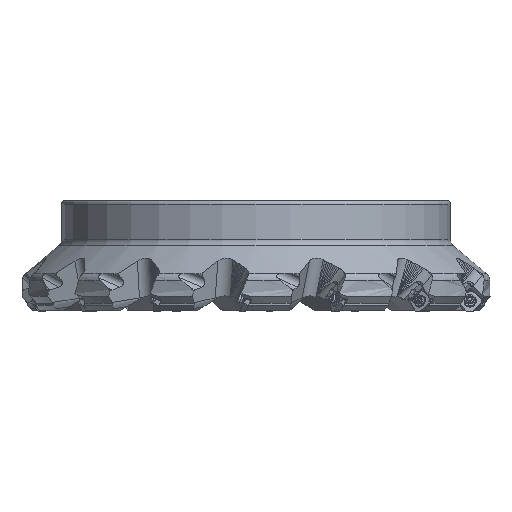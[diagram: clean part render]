
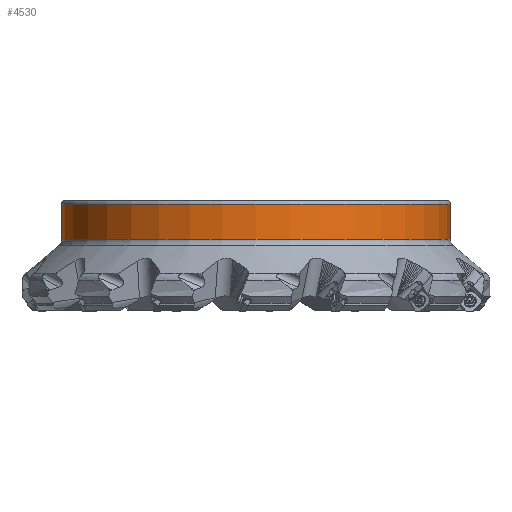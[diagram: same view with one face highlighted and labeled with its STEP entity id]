
A CAD part, front view. The second image highlights one B-rep face of the part: STEP entity #4530.
In plain terms, the highlighted cylindrical face has radius 110 mm (diameter 220 mm), a partial arc.
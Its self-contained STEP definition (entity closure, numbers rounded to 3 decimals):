
#784=CYLINDRICAL_SURFACE('',#43930,110.);
#2369=FACE_OUTER_BOUND('',#9505,.T.);
#4530=ADVANCED_FACE('',(#2369),#784,.T.);
#9505=EDGE_LOOP('',(#20420,#20421,#20422,#20423));
#11911=LINE('',#71392,#14433);
#11912=LINE('',#71396,#14434);
#14433=VECTOR('',#50843,1.);
#14434=VECTOR('',#50846,1.);
#20420=ORIENTED_EDGE('',*,*,#35147,.T.);
#20421=ORIENTED_EDGE('',*,*,#35148,.F.);
#20422=ORIENTED_EDGE('',*,*,#35149,.T.);
#20423=ORIENTED_EDGE('',*,*,#35150,.F.);
#30398=VERTEX_POINT('',#71385);
#30399=VERTEX_POINT('',#71386);
#30400=VERTEX_POINT('',#71393);
#30401=VERTEX_POINT('',#71395);
#35147=EDGE_CURVE('',#30399,#30398,#39631,.T.);
#35148=EDGE_CURVE('',#30400,#30398,#11911,.T.);
#35149=EDGE_CURVE('',#30400,#30401,#39632,.T.);
#35150=EDGE_CURVE('',#30399,#30401,#11912,.T.);
#39631=CIRCLE('',#43927,110.);
#39632=CIRCLE('',#43929,110.);
#43927=AXIS2_PLACEMENT_3D('',#71390,#50839,#50840);
#43929=AXIS2_PLACEMENT_3D('',#71394,#50844,#50845);
#43930=AXIS2_PLACEMENT_3D('',#71397,#50847,#50848);
#50839=DIRECTION('',(0.,0.,-1.));
#50840=DIRECTION('',(1.,0.,0.));
#50843=DIRECTION('',(0.,0.,1.));
#50844=DIRECTION('',(0.,0.,1.));
#50845=DIRECTION('',(-1.,0.,0.));
#50846=DIRECTION('',(0.,0.,-1.));
#50847=DIRECTION('',(0.,0.,-1.));
#50848=DIRECTION('',(1.,0.,0.));
#71385=CARTESIAN_POINT('',(-110.,0.,-2.));
#71386=CARTESIAN_POINT('',(110.,0.,-2.));
#71390=CARTESIAN_POINT('',(0.,0.,-2.));
#71392=CARTESIAN_POINT('',(-110.,0.,-21.829));
#71393=CARTESIAN_POINT('',(-110.,0.,-21.829));
#71394=CARTESIAN_POINT('',(0.,0.,-21.829));
#71395=CARTESIAN_POINT('',(110.,0.,-21.829));
#71396=CARTESIAN_POINT('',(110.,0.,-2.));
#71397=CARTESIAN_POINT('',(0.,0.,-1.603));
